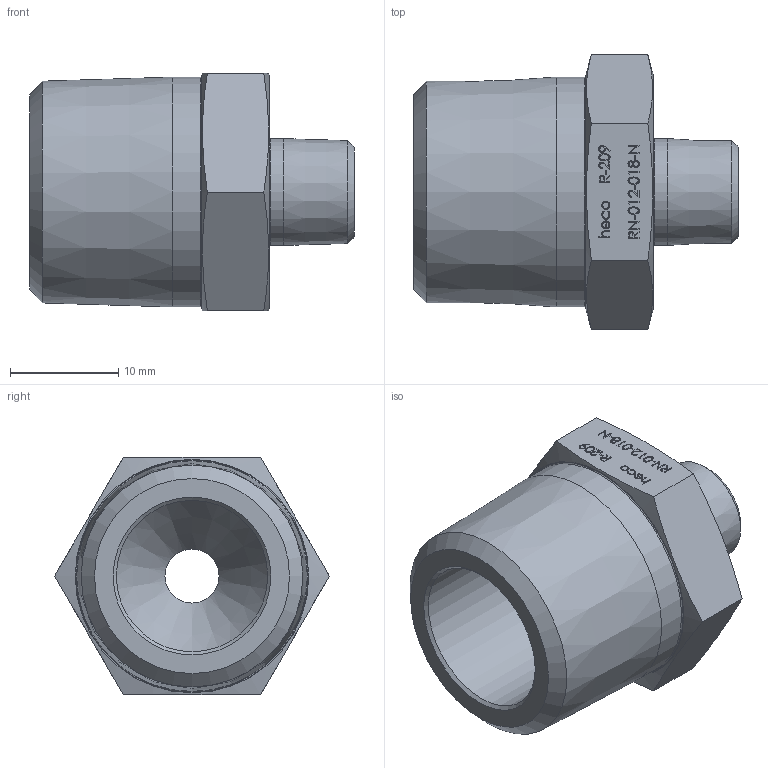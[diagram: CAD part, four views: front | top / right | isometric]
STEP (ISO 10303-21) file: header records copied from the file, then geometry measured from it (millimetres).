
FILE_DESCRIPTION (( 'STEP AP214' ), '1' );
FILE_NAME ('heco RN-012-018-N R-209 2011.STEP', '2020-11-04T12:09:22', ( '' ), ( '' ), 'SwSTEP 2.0', 'SolidWorks 2019', '' );
FILE_SCHEMA (( 'AUTOMOTIVE_DESIGN' ));
Length unit declared in the file: millimetre
Products named in the file (1): heco RN-012-018-N R-209 2011
Bounding box: 30 x 25.4 x 22.01 mm (x, y, z)
Volume: 5659.4 mm3; surface area: 3320.7 mm2
Topology: 1 solids, 1 shells, 264 faces, 681 edges, 452 vertices
Faces by surface type: plane 139, bspline 110, cone 9, cylinder 4, torus 2
Full cylindrical faces by diameter (mm): 5 x1, 9.884 x1, 14 x1, 21.267 x1
Entity records: 17007 total; most frequent: CARTESIAN_POINT 8869, ORIENTED_EDGE 1320, DIRECTION 756, EDGE_CURVE 660, VERTEX_POINT 446, LINE 410, VECTOR 410, EDGE_LOOP 314
